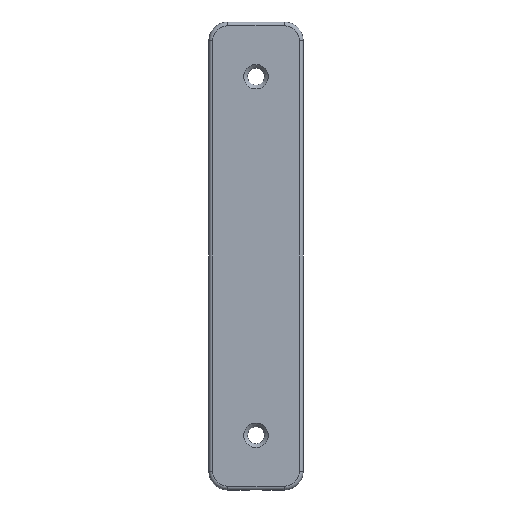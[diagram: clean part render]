
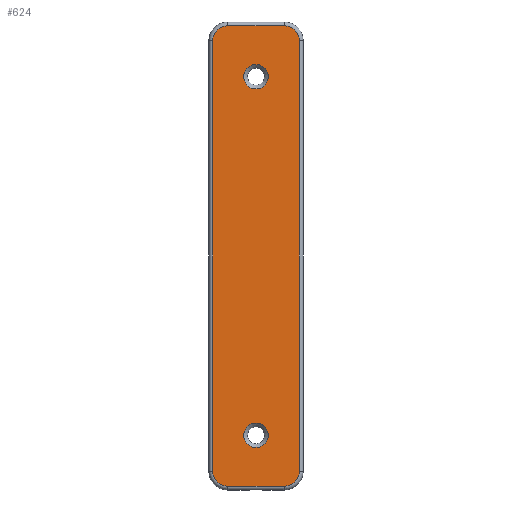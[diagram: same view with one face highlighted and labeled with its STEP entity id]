
A CAD part, left-side view. The second image highlights one B-rep face of the part: STEP entity #624.
In plain terms, the highlighted planar face has unit normal (-1, 0, 0).
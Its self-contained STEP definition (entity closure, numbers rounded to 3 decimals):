
#45=FACE_BOUND('',#101,.T.);
#46=FACE_BOUND('',#102,.T.);
#49=PLANE('',#689);
#60=FACE_OUTER_BOUND('',#100,.T.);
#100=EDGE_LOOP('',(#429,#430,#431,#432,#433,#434,#435,#436));
#101=EDGE_LOOP('',(#437));
#102=EDGE_LOOP('',(#438));
#144=LINE('',#1014,#182);
#145=LINE('',#1018,#183);
#146=LINE('',#1022,#184);
#147=LINE('',#1025,#185);
#182=VECTOR('',#791,10.);
#183=VECTOR('',#794,10.);
#184=VECTOR('',#797,10.);
#185=VECTOR('',#800,10.);
#219=CIRCLE('',#687,3.25);
#221=CIRCLE('',#690,4.);
#222=CIRCLE('',#691,4.);
#223=CIRCLE('',#692,4.);
#224=CIRCLE('',#693,4.);
#225=CIRCLE('',#694,3.25);
#271=VERTEX_POINT('',#1004);
#273=VERTEX_POINT('',#1010);
#274=VERTEX_POINT('',#1011);
#275=VERTEX_POINT('',#1013);
#276=VERTEX_POINT('',#1015);
#277=VERTEX_POINT('',#1017);
#278=VERTEX_POINT('',#1019);
#279=VERTEX_POINT('',#1021);
#280=VERTEX_POINT('',#1023);
#281=VERTEX_POINT('',#1026);
#329=EDGE_CURVE('',#271,#271,#219,.T.);
#332=EDGE_CURVE('',#273,#274,#221,.T.);
#333=EDGE_CURVE('',#275,#273,#144,.T.);
#334=EDGE_CURVE('',#276,#275,#222,.T.);
#335=EDGE_CURVE('',#277,#276,#145,.T.);
#336=EDGE_CURVE('',#278,#277,#223,.T.);
#337=EDGE_CURVE('',#279,#278,#146,.T.);
#338=EDGE_CURVE('',#280,#279,#224,.T.);
#339=EDGE_CURVE('',#274,#280,#147,.T.);
#340=EDGE_CURVE('',#281,#281,#225,.T.);
#429=ORIENTED_EDGE('',*,*,#332,.F.);
#430=ORIENTED_EDGE('',*,*,#333,.F.);
#431=ORIENTED_EDGE('',*,*,#334,.F.);
#432=ORIENTED_EDGE('',*,*,#335,.F.);
#433=ORIENTED_EDGE('',*,*,#336,.F.);
#434=ORIENTED_EDGE('',*,*,#337,.F.);
#435=ORIENTED_EDGE('',*,*,#338,.F.);
#436=ORIENTED_EDGE('',*,*,#339,.F.);
#437=ORIENTED_EDGE('',*,*,#340,.F.);
#438=ORIENTED_EDGE('',*,*,#329,.F.);
#624=ADVANCED_FACE('',(#60,#45,#46),#49,.F.);
#687=AXIS2_PLACEMENT_3D('',#1005,#782,#783);
#689=AXIS2_PLACEMENT_3D('',#1009,#787,#788);
#690=AXIS2_PLACEMENT_3D('',#1012,#789,#790);
#691=AXIS2_PLACEMENT_3D('',#1016,#792,#793);
#692=AXIS2_PLACEMENT_3D('',#1020,#795,#796);
#693=AXIS2_PLACEMENT_3D('',#1024,#798,#799);
#694=AXIS2_PLACEMENT_3D('',#1027,#801,#802);
#782=DIRECTION('center_axis',(-1.,0.,0.));
#783=DIRECTION('ref_axis',(0.,0.,-1.));
#787=DIRECTION('center_axis',(1.,0.,0.));
#788=DIRECTION('ref_axis',(0.,0.,-1.));
#789=DIRECTION('center_axis',(1.,0.,0.));
#790=DIRECTION('ref_axis',(0.,0.707,-0.707));
#791=DIRECTION('',(0.,1.,0.));
#792=DIRECTION('center_axis',(1.,0.,0.));
#793=DIRECTION('ref_axis',(0.,-0.707,-0.707));
#794=DIRECTION('',(0.,0.,-1.));
#795=DIRECTION('center_axis',(1.,0.,0.));
#796=DIRECTION('ref_axis',(0.,-0.707,0.707));
#797=DIRECTION('',(0.,-1.,0.));
#798=DIRECTION('center_axis',(1.,0.,0.));
#799=DIRECTION('ref_axis',(0.,0.707,0.707));
#800=DIRECTION('',(0.,0.,1.));
#801=DIRECTION('center_axis',(-1.,0.,0.));
#802=DIRECTION('ref_axis',(0.,0.,-1.));
#1004=CARTESIAN_POINT('',(0.,12.5,112.75));
#1005=CARTESIAN_POINT('Origin',(0.,12.5,109.5));
#1009=CARTESIAN_POINT('Origin',(0.,12.5,62.));
#1010=CARTESIAN_POINT('',(0.,20.,1.));
#1011=CARTESIAN_POINT('',(0.,24.,5.));
#1012=CARTESIAN_POINT('Origin',(0.,20.,5.));
#1013=CARTESIAN_POINT('',(0.,5.,1.));
#1014=CARTESIAN_POINT('',(0.,6.25,1.));
#1015=CARTESIAN_POINT('',(0.,1.,5.));
#1016=CARTESIAN_POINT('Origin',(0.,5.,5.));
#1017=CARTESIAN_POINT('',(0.,1.,119.));
#1018=CARTESIAN_POINT('',(0.,1.,93.));
#1019=CARTESIAN_POINT('',(0.,5.,123.));
#1020=CARTESIAN_POINT('Origin',(0.,5.,119.));
#1021=CARTESIAN_POINT('',(0.,20.,123.));
#1022=CARTESIAN_POINT('',(0.,18.75,123.));
#1023=CARTESIAN_POINT('',(0.,24.,119.));
#1024=CARTESIAN_POINT('Origin',(0.,20.,119.));
#1025=CARTESIAN_POINT('',(0.,24.,31.));
#1026=CARTESIAN_POINT('',(0.,12.5,17.75));
#1027=CARTESIAN_POINT('Origin',(0.,12.5,14.5));
